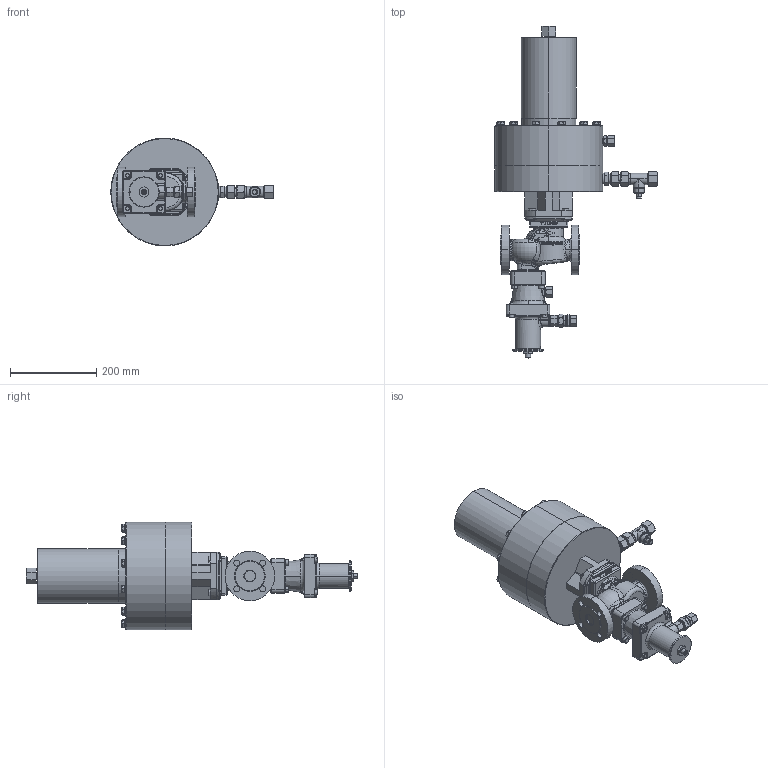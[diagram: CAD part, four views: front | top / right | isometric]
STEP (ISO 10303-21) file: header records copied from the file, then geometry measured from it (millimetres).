
FILE_DESCRIPTION (( 'STEP AP214' ), '1' );
FILE_NAME ('HON380_DN25_DN25_PN16_X_HON673_R_RE0.STEP', '2022-08-22T11:10:56', ( '' ), ( '' ), 'SwSTEP 2.0', 'SolidWorks 2019', '' );
FILE_SCHEMA (( 'AUTOMOTIVE_DESIGN' ));
Length unit declared in the file: millimetre
Products named in the file (1): HON380_DN25_DN25_PN16_X_HON673_R_RE0
Bounding box: 376.4 x 769.4 x 250 mm (x, y, z)
Volume: 12953225.9 mm3; surface area: 552419.9 mm2
Topology: 1 solids, 1 shells, 1732 faces, 4102 edges, 2465 vertices
Faces by surface type: plane 663, cylinder 384, cone 263, bspline 262, torus 122, sphere 38
Entity records: 79212 total; most frequent: CARTESIAN_POINT 34729, ORIENTED_EDGE 8116, DIRECTION 7442, EDGE_CURVE 4058, AXIS2_PLACEMENT_3D 2939, VERTEX_POINT 2465, EDGE_LOOP 1871, ADVANCED_FACE 1732
